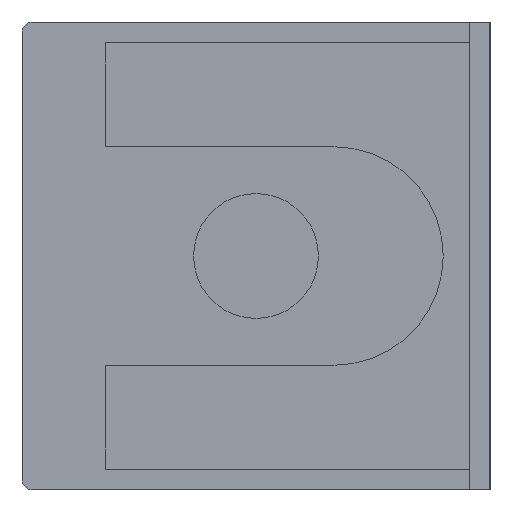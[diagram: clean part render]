
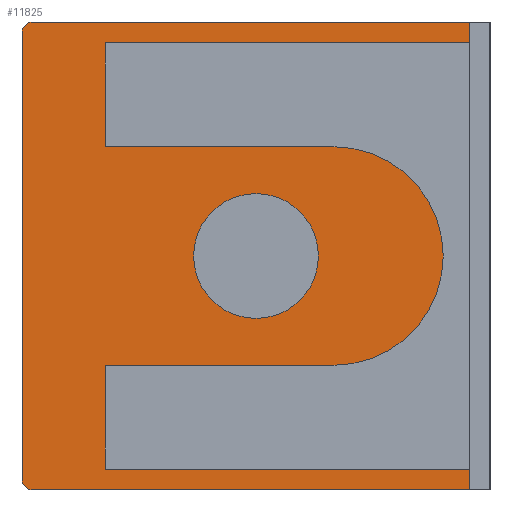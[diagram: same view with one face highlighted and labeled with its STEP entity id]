
A CAD part, left-side view. The second image highlights one B-rep face of the part: STEP entity #11825.
In plain terms, the highlighted planar face has unit normal (-1, 0, 0).
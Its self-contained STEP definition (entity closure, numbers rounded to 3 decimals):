
#87 = VERTEX_POINT ( 'NONE', #5835 ) ;
#476 = VECTOR ( 'NONE', #15217, 1000. ) ;
#705 = LINE ( 'NONE', #6114, #476 ) ;
#1384 = VECTOR ( 'NONE', #20660, 1000. ) ;
#1440 = VERTEX_POINT ( 'NONE', #9770 ) ;
#1790 = VECTOR ( 'NONE', #12861, 1000. ) ;
#2222 = DIRECTION ( 'NONE',  ( 0., 0., -1. ) ) ;
#2228 = CARTESIAN_POINT ( 'NONE',  ( -502.5, 14.5, 10.5 ) ) ;
#2319 = LINE ( 'NONE', #9576, #7304 ) ;
#2456 = CARTESIAN_POINT ( 'NONE',  ( -502.5, 21.5, -21.5 ) ) ;
#2628 = CARTESIAN_POINT ( 'NONE',  ( -502.5, 21.5, 22.5 ) ) ;
#2994 = VERTEX_POINT ( 'NONE', #16131 ) ;
#3105 = AXIS2_PLACEMENT_3D ( 'NONE', #2456, #7981, #2222 ) ;
#3506 = CARTESIAN_POINT ( 'NONE',  ( -502.5, -7.5, 0. ) ) ;
#3948 = CARTESIAN_POINT ( 'NONE',  ( -502.5, -22.5, 22.5 ) ) ;
#4153 = DIRECTION ( 'NONE',  ( 0., 0., 1. ) ) ;
#4196 = CIRCLE ( 'NONE', #3105, 1. ) ;
#4209 = VERTEX_POINT ( 'NONE', #4970 ) ;
#4322 = LINE ( 'NONE', #14699, #1790 ) ;
#4347 = DIRECTION ( 'NONE',  ( 0., 0., 1. ) ) ;
#4970 = CARTESIAN_POINT ( 'NONE',  ( -502.5, 14.5, -20.5 ) ) ;
#5092 = VERTEX_POINT ( 'NONE', #3948 ) ;
#5115 = EDGE_CURVE ( 'NONE', #11347, #21203, #4196, .T. ) ;
#5494 = CARTESIAN_POINT ( 'NONE',  ( -502.5, -7.5, -10.5 ) ) ;
#5630 = ORIENTED_EDGE ( 'NONE', *, *, #13115, .F. ) ;
#5835 = CARTESIAN_POINT ( 'NONE',  ( -502.5, 14.5, 10.5 ) ) ;
#5947 = CARTESIAN_POINT ( 'NONE',  ( -502.5, 0., -6. ) ) ;
#6019 = DIRECTION ( 'NONE',  ( 1., 0., 0. ) ) ;
#6114 = CARTESIAN_POINT ( 'NONE',  ( -502.5, -22.5, -22.5 ) ) ;
#6169 = ORIENTED_EDGE ( 'NONE', *, *, #13593, .F. ) ;
#6181 = CARTESIAN_POINT ( 'NONE',  ( -502.5, 0., 0. ) ) ;
#6239 = ORIENTED_EDGE ( 'NONE', *, *, #14814, .F. ) ;
#6396 = EDGE_CURVE ( 'NONE', #4209, #2994, #12273, .T. ) ;
#6977 = DIRECTION ( 'NONE',  ( 0., 0., -1. ) ) ;
#7134 = DIRECTION ( 'NONE',  ( 0., 1., 0. ) ) ;
#7300 = AXIS2_PLACEMENT_3D ( 'NONE', #6181, #21977, #4347 ) ;
#7304 = VECTOR ( 'NONE', #4153, 1000. ) ;
#7509 = CARTESIAN_POINT ( 'NONE',  ( -502.5, 14.5, 20.5 ) ) ;
#7791 = CIRCLE ( 'NONE', #8529, 6. ) ;
#7981 = DIRECTION ( 'NONE',  ( -1., 0., 0. ) ) ;
#8122 = EDGE_CURVE ( 'NONE', #5092, #16168, #10254, .T. ) ;
#8239 = VECTOR ( 'NONE', #20856, 1000. ) ;
#8248 = VERTEX_POINT ( 'NONE', #5494 ) ;
#8293 = VERTEX_POINT ( 'NONE', #14366 ) ;
#8529 = AXIS2_PLACEMENT_3D ( 'NONE', #18572, #14268, #21528 ) ;
#8533 = CARTESIAN_POINT ( 'NONE',  ( -502.5, -22.5, 22.5 ) ) ;
#8761 = EDGE_LOOP ( 'NONE', ( #19080, #9983 ) ) ;
#8774 = CARTESIAN_POINT ( 'NONE',  ( -502.5, -7.5, 10.5 ) ) ;
#9275 = DIRECTION ( 'NONE',  ( 0., 0., -1. ) ) ;
#9305 = AXIS2_PLACEMENT_3D ( 'NONE', #10443, #13881, #6977 ) ;
#9564 = LINE ( 'NONE', #16571, #15344 ) ;
#9576 = CARTESIAN_POINT ( 'NONE',  ( -502.5, -22.5, -22.5 ) ) ;
#9632 = CARTESIAN_POINT ( 'NONE',  ( -502.5, 22.5, -21.5 ) ) ;
#9770 = CARTESIAN_POINT ( 'NONE',  ( -502.5, 14.5, -10.5 ) ) ;
#9982 = CIRCLE ( 'NONE', #19164, 10.5 ) ;
#9983 = ORIENTED_EDGE ( 'NONE', *, *, #12131, .F. ) ;
#10254 = LINE ( 'NONE', #8533, #13071 ) ;
#10255 = CARTESIAN_POINT ( 'NONE',  ( -502.5, 14.5, -10.5 ) ) ;
#10276 = LINE ( 'NONE', #8774, #8239 ) ;
#10443 = CARTESIAN_POINT ( 'NONE',  ( -502.5, 21.5, 21.5 ) ) ;
#10537 = CARTESIAN_POINT ( 'NONE',  ( -502.5, -22.5, -22.5 ) ) ;
#10546 = DIRECTION ( 'NONE',  ( 1., 0., 0. ) ) ;
#10621 = EDGE_CURVE ( 'NONE', #19098, #2994, #2319, .T. ) ;
#10895 = DIRECTION ( 'NONE',  ( 0., 0., -1. ) ) ;
#11058 = CARTESIAN_POINT ( 'NONE',  ( -502.5, -7.5, 10.5 ) ) ;
#11236 = LINE ( 'NONE', #2228, #14465 ) ;
#11343 = FACE_BOUND ( 'NONE', #8761, .T. ) ;
#11347 = VERTEX_POINT ( 'NONE', #9632 ) ;
#11400 = VECTOR ( 'NONE', #13860, 1000. ) ;
#11825 = ADVANCED_FACE ( 'NONE', ( #11343, #14778 ), #21810, .F. ) ;
#12047 = CARTESIAN_POINT ( 'NONE',  ( -502.5, 14.5, -20.5 ) ) ;
#12131 = EDGE_CURVE ( 'NONE', #17923, #22765, #14271, .T. ) ;
#12229 = VERTEX_POINT ( 'NONE', #18284 ) ;
#12273 = LINE ( 'NONE', #12047, #15948 ) ;
#12861 = DIRECTION ( 'NONE',  ( 0., 0., -1. ) ) ;
#12892 = EDGE_CURVE ( 'NONE', #16168, #8293, #22224, .T. ) ;
#13071 = VECTOR ( 'NONE', #22577, 1000. ) ;
#13115 = EDGE_CURVE ( 'NONE', #19098, #21203, #705, .T. ) ;
#13454 = VERTEX_POINT ( 'NONE', #7509 ) ;
#13593 = EDGE_CURVE ( 'NONE', #87, #14245, #10276, .T. ) ;
#13860 = DIRECTION ( 'NONE',  ( 0., 0., 1. ) ) ;
#13881 = DIRECTION ( 'NONE',  ( -1., 0., 0. ) ) ;
#13972 = CARTESIAN_POINT ( 'NONE',  ( -502.5, -22.5, -22.5 ) ) ;
#14084 = LINE ( 'NONE', #13972, #1384 ) ;
#14245 = VERTEX_POINT ( 'NONE', #11058 ) ;
#14268 = DIRECTION ( 'NONE',  ( -1., 0., 0. ) ) ;
#14271 = CIRCLE ( 'NONE', #7300, 6. ) ;
#14324 = CARTESIAN_POINT ( 'NONE',  ( -502.5, -22.5, -22.5 ) ) ;
#14366 = CARTESIAN_POINT ( 'NONE',  ( -502.5, 22.5, 21.5 ) ) ;
#14392 = CARTESIAN_POINT ( 'NONE',  ( -502.5, 0., 6. ) ) ;
#14465 = VECTOR ( 'NONE', #9275, 1000. ) ;
#14699 = CARTESIAN_POINT ( 'NONE',  ( -502.5, 14.5, -20.5 ) ) ;
#14778 = FACE_OUTER_BOUND ( 'NONE', #17518, .T. ) ;
#14814 = EDGE_CURVE ( 'NONE', #8248, #1440, #22806, .T. ) ;
#14851 = DIRECTION ( 'NONE',  ( 0., 1., 0. ) ) ;
#15004 = ORIENTED_EDGE ( 'NONE', *, *, #5115, .T. ) ;
#15217 = DIRECTION ( 'NONE',  ( 0., 1., 0. ) ) ;
#15344 = VECTOR ( 'NONE', #14851, 1000. ) ;
#15717 = EDGE_CURVE ( 'NONE', #14245, #8248, #9982, .T. ) ;
#15948 = VECTOR ( 'NONE', #17333, 1000. ) ;
#16011 = EDGE_CURVE ( 'NONE', #22765, #17923, #7791, .T. ) ;
#16054 = ORIENTED_EDGE ( 'NONE', *, *, #15717, .F. ) ;
#16131 = CARTESIAN_POINT ( 'NONE',  ( -502.5, -22.5, -20.5 ) ) ;
#16168 = VERTEX_POINT ( 'NONE', #2628 ) ;
#16560 = ORIENTED_EDGE ( 'NONE', *, *, #6396, .F. ) ;
#16571 = CARTESIAN_POINT ( 'NONE',  ( -502.5, 14.5, 20.5 ) ) ;
#16679 = ORIENTED_EDGE ( 'NONE', *, *, #20289, .T. ) ;
#17333 = DIRECTION ( 'NONE',  ( 0., -1., 0. ) ) ;
#17447 = VECTOR ( 'NONE', #7134, 1000. ) ;
#17518 = EDGE_LOOP ( 'NONE', ( #21050, #15004, #5630, #21009, #16560, #20866, #6239, #16054, #6169, #22309, #19104, #16679, #19546, #22128 ) ) ;
#17764 = EDGE_CURVE ( 'NONE', #13454, #87, #11236, .T. ) ;
#17923 = VERTEX_POINT ( 'NONE', #5947 ) ;
#17971 = DIRECTION ( 'NONE',  ( 0., 0., 1. ) ) ;
#18130 = CARTESIAN_POINT ( 'NONE',  ( -502.5, 21.5, -22.5 ) ) ;
#18284 = CARTESIAN_POINT ( 'NONE',  ( -502.5, -22.5, 20.5 ) ) ;
#18572 = CARTESIAN_POINT ( 'NONE',  ( -502.5, 0., 0. ) ) ;
#19080 = ORIENTED_EDGE ( 'NONE', *, *, #16011, .F. ) ;
#19098 = VERTEX_POINT ( 'NONE', #10537 ) ;
#19104 = ORIENTED_EDGE ( 'NONE', *, *, #19806, .F. ) ;
#19164 = AXIS2_PLACEMENT_3D ( 'NONE', #3506, #10546, #17971 ) ;
#19546 = ORIENTED_EDGE ( 'NONE', *, *, #8122, .T. ) ;
#19806 = EDGE_CURVE ( 'NONE', #12229, #13454, #9564, .T. ) ;
#20289 = EDGE_CURVE ( 'NONE', #12229, #5092, #14084, .T. ) ;
#20420 = CARTESIAN_POINT ( 'NONE',  ( -502.5, 22.5, -22.5 ) ) ;
#20660 = DIRECTION ( 'NONE',  ( 0., 0., 1. ) ) ;
#20856 = DIRECTION ( 'NONE',  ( 0., -1., 0. ) ) ;
#20866 = ORIENTED_EDGE ( 'NONE', *, *, #21582, .F. ) ;
#20887 = AXIS2_PLACEMENT_3D ( 'NONE', #14324, #6019, #10895 ) ;
#21009 = ORIENTED_EDGE ( 'NONE', *, *, #10621, .T. ) ;
#21050 = ORIENTED_EDGE ( 'NONE', *, *, #22075, .F. ) ;
#21203 = VERTEX_POINT ( 'NONE', #18130 ) ;
#21528 = DIRECTION ( 'NONE',  ( 0., 0., 1. ) ) ;
#21582 = EDGE_CURVE ( 'NONE', #1440, #4209, #4322, .T. ) ;
#21810 = PLANE ( 'NONE',  #20887 ) ;
#21977 = DIRECTION ( 'NONE',  ( -1., 0., 0. ) ) ;
#22075 = EDGE_CURVE ( 'NONE', #11347, #8293, #22518, .T. ) ;
#22128 = ORIENTED_EDGE ( 'NONE', *, *, #12892, .T. ) ;
#22224 = CIRCLE ( 'NONE', #9305, 1. ) ;
#22309 = ORIENTED_EDGE ( 'NONE', *, *, #17764, .F. ) ;
#22518 = LINE ( 'NONE', #20420, #11400 ) ;
#22577 = DIRECTION ( 'NONE',  ( 0., 1., 0. ) ) ;
#22765 = VERTEX_POINT ( 'NONE', #14392 ) ;
#22806 = LINE ( 'NONE', #10255, #17447 ) ;
